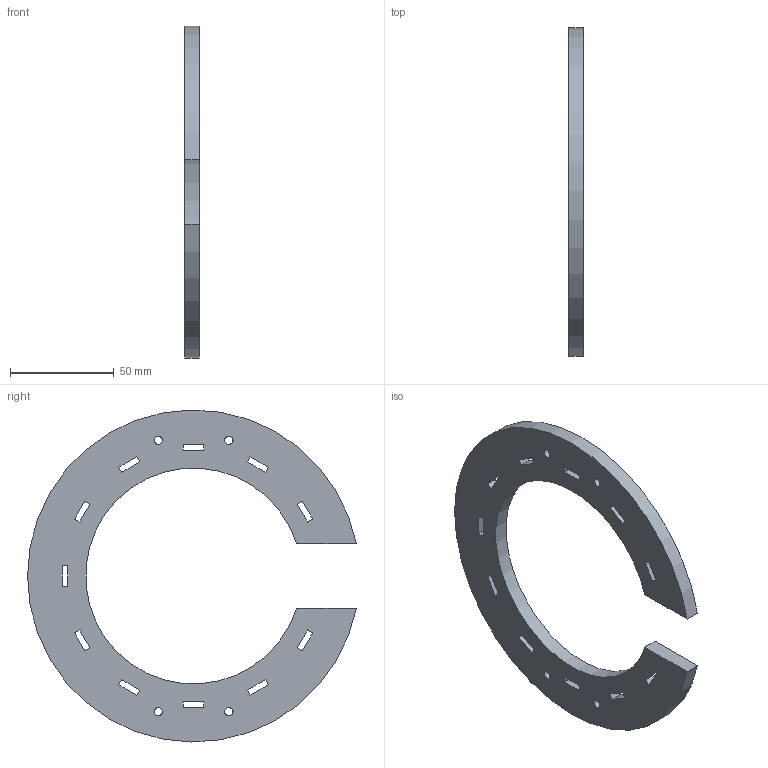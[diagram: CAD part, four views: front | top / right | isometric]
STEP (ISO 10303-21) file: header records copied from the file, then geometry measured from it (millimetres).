
FILE_DESCRIPTION(/* description */ (''),/* implementation_level */ '2;1');
FILE_NAME(/* name */ 'uMule-podstawka_czujnikiIR-x1.stp',/* time_stamp */ '2024-10-29T19:15:06+01:00',/* author */ ('owozn'),/* organization */ (''),/* preprocessor_version */ 'ST-DEVELOPER v20',/* originating_system */ 'Autodesk Inventor 2024',/* authorisation */ '');
FILE_SCHEMA (('AUTOMOTIVE_DESIGN { 1 0 10303 214 3 1 1 }'));
Length unit declared in the file: millimetre
Products named in the file (1): uMule-podstawka_czujnikiIR
Bounding box: 7 x 158.48 x 159.99 mm (x, y, z)
Volume: 68168.4 mm3; surface area: 29621.2 mm2
Topology: 1 solids, 1 shells, 109 faces, 385 edges, 384 vertices
Faces by surface type: plane 103, cylinder 6
Full cylindrical faces by diameter (mm): 4 x4
Entity records: 3831 total; most frequent: CARTESIAN_POINT 782, ORIENTED_EDGE 576, DIRECTION 532, EDGE_CURVE 288, LINE 276, VECTOR 276, VERTEX_POINT 192, EDGE_LOOP 150
